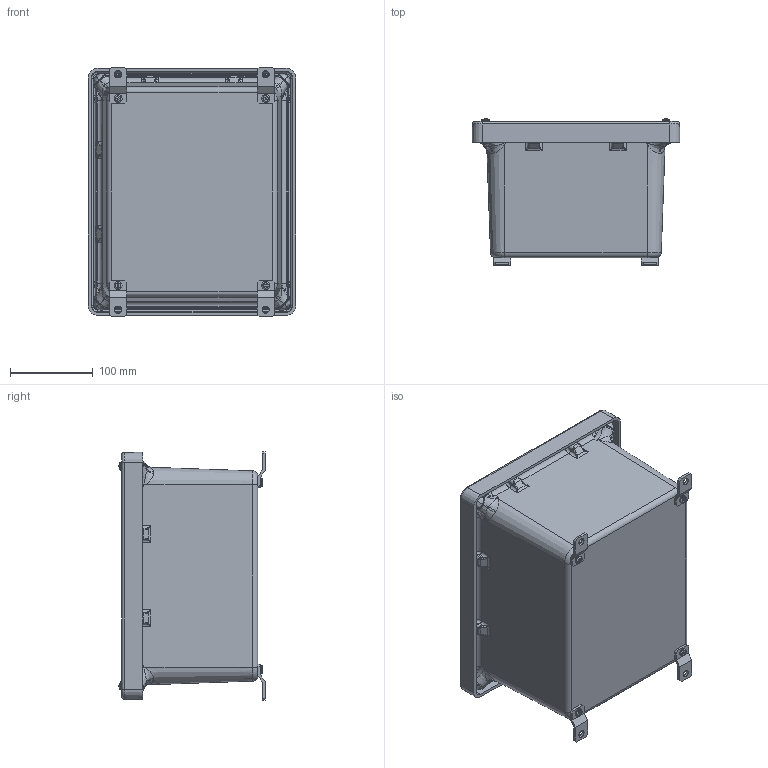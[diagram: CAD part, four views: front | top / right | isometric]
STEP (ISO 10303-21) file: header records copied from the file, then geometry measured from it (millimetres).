
FILE_DESCRIPTION (( 'STEP AP203' ), '1' );
FILE_NAME ('AM1086.step', '2014-03-25T18:56:05', ( '' ), ( '' ), 'SwSTEP 2.0', 'SolidWorks 2014', '' );
FILE_SCHEMA (( 'CONFIG_CONTROL_DESIGN' ));
Length unit declared in the file: inch
Products named in the file (10): WFOOT; 70-60250; 70-60822-1; 55-1032516_PreviewCfg; 2695001_SMC PART; AM1086; 2027001; 55-103275_PreviewCfg; 70-006ORING; 55-1032716_SL-PHMS 0.19-32x0.3125x0.3125-N
Assembly tree (35 placements, depth 2):
  AM1086
    2695001_SMC PART
    2027001
    55-103275_PreviewCfg  x4
    70-006ORING  x4
    55-1032716_SL-PHMS 0.19-32x0.3125x0.3125-N  x4
    WFOOT  x4
    70-60250  x12
    70-60822-1
    55-1032516_PreviewCfg  x4
Bounding box: 251.38 x 176.59 x 300.65 mm (x, y, z)
Volume: 1243493.2 mm3; surface area: 710920 mm2
Topology: 35 solids, 35 shells, 1656 faces, 4061 edges, 2473 vertices
Faces by surface type: plane 452, cylinder 448, cone 390, bspline 228, torus 130, sphere 8
Entity records: 36019 total; most frequent: CARTESIAN_POINT 13870, ORIENTED_EDGE 4390, DIRECTION 4211, EDGE_CURVE 2195, AXIS2_PLACEMENT_3D 1743, VERTEX_POINT 1310, EDGE_LOOP 1003, CIRCLE 988
